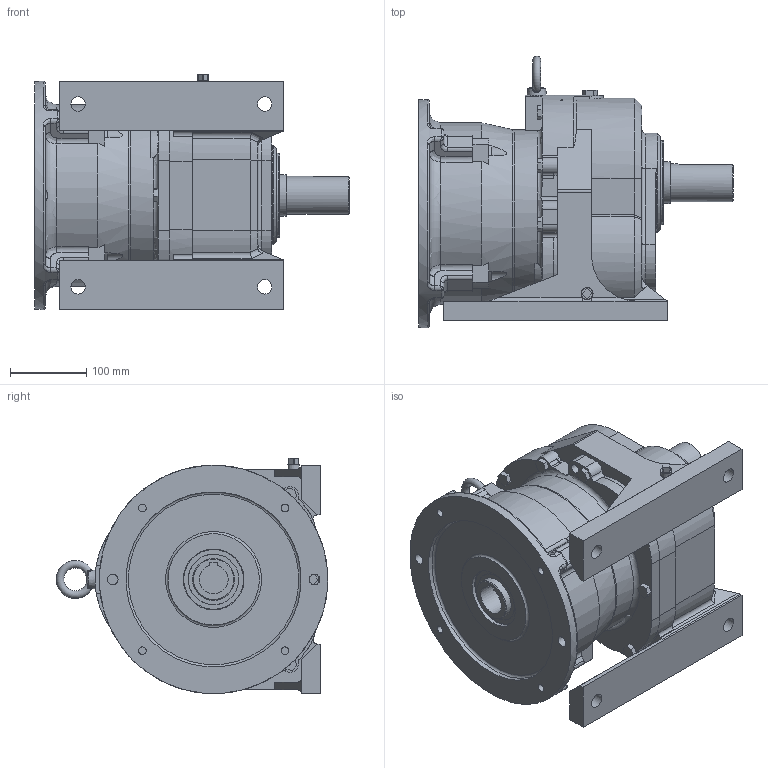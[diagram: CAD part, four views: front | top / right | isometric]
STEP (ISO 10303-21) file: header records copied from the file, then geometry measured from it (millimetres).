
FILE_DESCRIPTION (( 'STEP AP214' ), '1' );
FILE_NAME ('EK2DO08370H001_F1HM18_5.5KW_R5~20_defeature.stp', '2022-06-08T01:05:02', ( 'Windows 餌辨濠' ), ( '' ), 'SwSTEP 2.0', 'SolidWorks 2021', '' );
FILE_SCHEMA (( 'AUTOMOTIVE_DESIGN' ));
Length unit declared in the file: millimetre
Products named in the file (1): EK2DO08370H001_F1HM18_5.5KW_R5~20_defeature
Bounding box: 413 x 356.75 x 309 mm (x, y, z)
Volume: 16846006.1 mm3; surface area: 625124.1 mm2
Topology: 4 solids, 7 shells, 586 faces, 1478 edges, 929 vertices
Faces by surface type: plane 263, cylinder 197, bspline 55, cone 39, torus 32
Full cylindrical faces by diameter (mm): 2.7 x2, 4 x1, 6.8 x2, 8.5 x1, 10 x4, 10.072 x2, 10.2 x6, 12 x1, 13 x2, 14 x2, 19 x4, 48 x1, 50 x1, 55 x2, 59.6 x1, 66.41 x1, 78.59 x1, 80 x1, 110 x1, 130 x1, 220 x1, 230 x1, 300 x1
Entity records: 22772 total; most frequent: CARTESIAN_POINT 8297, ORIENTED_EDGE 2738, DIRECTION 2703, EDGE_CURVE 1369, AXIS2_PLACEMENT_3D 1020, VERTEX_POINT 900, EDGE_LOOP 703, LINE 663
